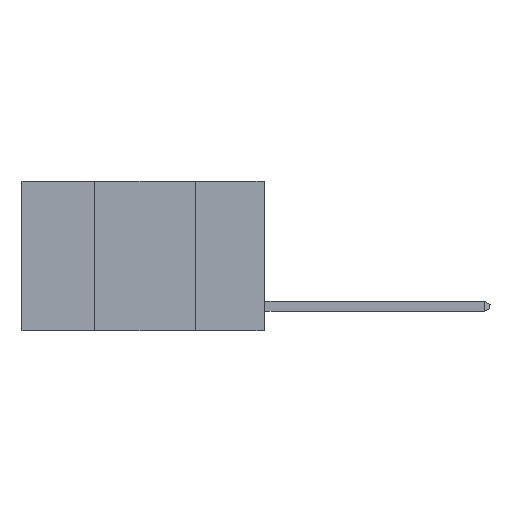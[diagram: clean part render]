
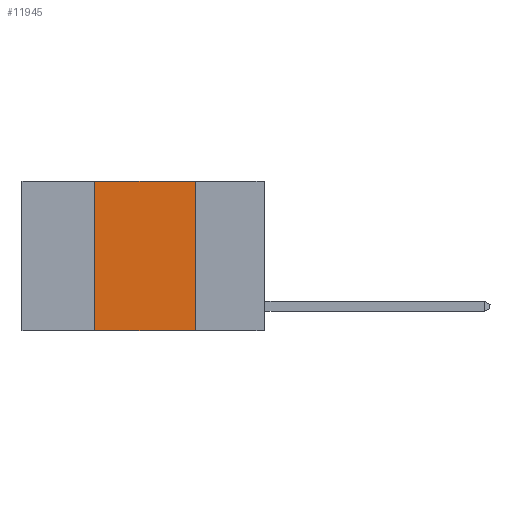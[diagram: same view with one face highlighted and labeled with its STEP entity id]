
A CAD part, left-side view. The second image highlights one B-rep face of the part: STEP entity #11945.
In plain terms, the highlighted planar face has unit normal (-1, 0, 0).
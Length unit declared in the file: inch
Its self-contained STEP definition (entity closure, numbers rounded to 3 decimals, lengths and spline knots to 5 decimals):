
#1007 = VECTOR ( 'NONE', #10240, 39.37008 ) ;
#1471 = DIRECTION ( 'NONE',  ( 1., 0., 0. ) ) ;
#1582 = ORIENTED_EDGE ( 'NONE', *, *, #16926, .F. ) ;
#2324 = CARTESIAN_POINT ( 'NONE',  ( 0., 0.17, 0. ) ) ;
#3438 = ORIENTED_EDGE ( 'NONE', *, *, #4713, .F. ) ;
#3537 = LINE ( 'NONE', #22929, #1007 ) ;
#4713 = EDGE_CURVE ( 'NONE', #16524, #12428, #3537, .T. ) ;
#5918 = EDGE_CURVE ( 'NONE', #12428, #7289, #11579, .T. ) ;
#6253 = VECTOR ( 'NONE', #12950, 39.37008 ) ;
#7289 = VERTEX_POINT ( 'NONE', #8837 ) ;
#8292 = DIRECTION ( 'NONE',  ( 0., 0., -1. ) ) ;
#8837 = CARTESIAN_POINT ( 'NONE',  ( 0., 0.17, -0.37 ) ) ;
#10240 = DIRECTION ( 'NONE',  ( 0., -1., 0. ) ) ;
#11133 = CARTESIAN_POINT ( 'NONE',  ( 0., 0.42, 0. ) ) ;
#11579 = LINE ( 'NONE', #2324, #27896 ) ;
#11945 = ADVANCED_FACE ( 'NONE', ( #27797 ), #27374, .F. ) ;
#12428 = VERTEX_POINT ( 'NONE', #25629 ) ;
#12950 = DIRECTION ( 'NONE',  ( 0., 0., 1. ) ) ;
#16322 = EDGE_CURVE ( 'NONE', #20783, #7289, #22963, .T. ) ;
#16524 = VERTEX_POINT ( 'NONE', #11133 ) ;
#16926 = EDGE_CURVE ( 'NONE', #20783, #16524, #17068, .T. ) ;
#17068 = LINE ( 'NONE', #23780, #6253 ) ;
#18611 = ORIENTED_EDGE ( 'NONE', *, *, #5918, .F. ) ;
#18822 = CARTESIAN_POINT ( 'NONE',  ( 0., 0.6, 0. ) ) ;
#20147 = EDGE_LOOP ( 'NONE', ( #18611, #3438, #1582, #23167 ) ) ;
#20783 = VERTEX_POINT ( 'NONE', #25414 ) ;
#21234 = DIRECTION ( 'NONE',  ( 0., -1., 0. ) ) ;
#21965 = DIRECTION ( 'NONE',  ( 0., 0., -1. ) ) ;
#22929 = CARTESIAN_POINT ( 'NONE',  ( 0., 0.6, 0. ) ) ;
#22963 = LINE ( 'NONE', #23523, #23069 ) ;
#23069 = VECTOR ( 'NONE', #21234, 39.37008 ) ;
#23167 = ORIENTED_EDGE ( 'NONE', *, *, #16322, .T. ) ;
#23523 = CARTESIAN_POINT ( 'NONE',  ( 0., 0.6, -0.37 ) ) ;
#23780 = CARTESIAN_POINT ( 'NONE',  ( 0., 0.42, 0. ) ) ;
#24308 = AXIS2_PLACEMENT_3D ( 'NONE', #18822, #1471, #8292 ) ;
#25414 = CARTESIAN_POINT ( 'NONE',  ( 0., 0.42, -0.37 ) ) ;
#25629 = CARTESIAN_POINT ( 'NONE',  ( 0., 0.17, 0. ) ) ;
#27374 = PLANE ( 'NONE',  #24308 ) ;
#27797 = FACE_OUTER_BOUND ( 'NONE', #20147, .T. ) ;
#27896 = VECTOR ( 'NONE', #21965, 39.37008 ) ;
